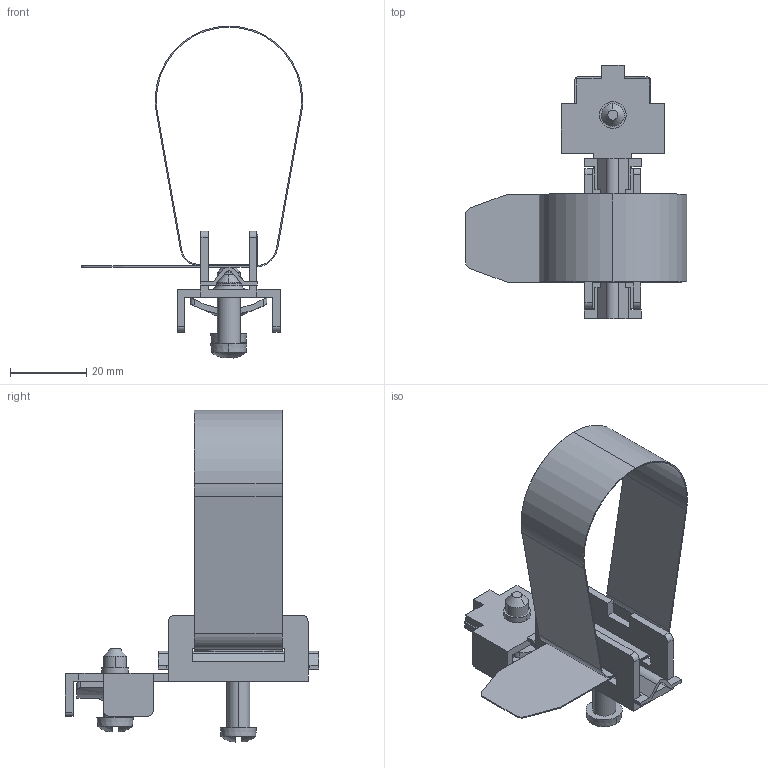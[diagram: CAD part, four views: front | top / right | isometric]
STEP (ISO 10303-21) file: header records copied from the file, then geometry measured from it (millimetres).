
FILE_DESCRIPTION((''),'2;1');
FILE_NAME('BANDERDUNGSSCHELLE_ASM','2015-02-13T',('AndreasKeweloh'),(''),'CREO PARAMETRIC BY PTC INC, 2014440','CREO PARAMETRIC BY PTC INC, 2014440','');
FILE_SCHEMA(('CONFIG_CONTROL_DESIGN'));
Length unit declared in the file: millimetre
Products named in the file (6): SCHELLENBAND; KLEMMPLATTE; DRUCKSTUECK; SCHELLENKOERPER; DRUCKSCHRAUBE; BANDERDUNGSSCHELLE_ASM
Assembly tree (6 placements, depth 2):
  BANDERDUNGSSCHELLE_ASM
    SCHELLENBAND
    KLEMMPLATTE
    DRUCKSTUECK
    SCHELLENKOERPER
    DRUCKSCHRAUBE  x2
Bounding box: 57.94 x 66.25 x 86.89 mm (x, y, z)
Volume: 8431.2 mm3; surface area: 18965.7 mm2
Topology: 6 solids, 6 shells, 739 faces, 2069 edges, 1364 vertices
Faces by surface type: plane 585, cylinder 70, bspline 32, cone 30, extrusion 12, sphere 8, torus 2
Entity records: 22545 total; most frequent: CARTESIAN_POINT 5152, ORIENTED_EDGE 3766, DIRECTION 3267, EDGE_CURVE 1883, VECTOR 1593, LINE 1581, VERTEX_POINT 1249, AXIS2_PLACEMENT_3D 837
